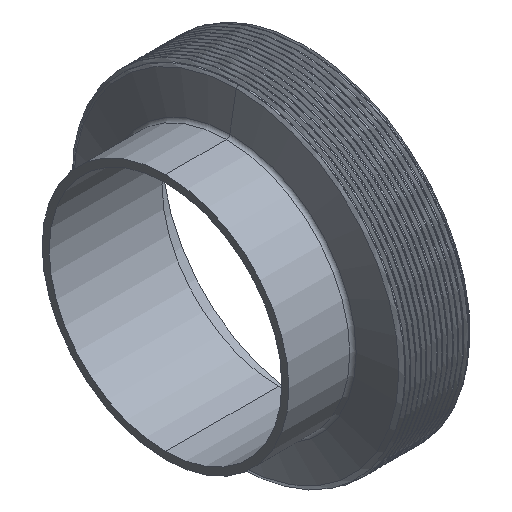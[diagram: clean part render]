
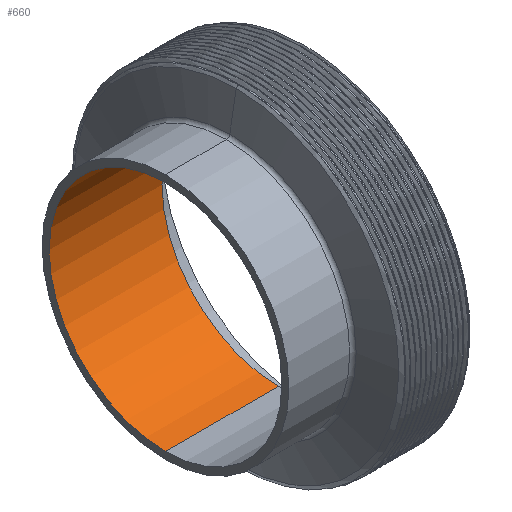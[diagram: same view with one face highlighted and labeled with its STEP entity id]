
A CAD part, isometric view. The second image highlights one B-rep face of the part: STEP entity #660.
In plain terms, the highlighted cylindrical face has radius 33 mm (diameter 66 mm), a partial arc.
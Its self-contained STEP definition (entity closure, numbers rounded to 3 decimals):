
#103 = VECTOR ( 'NONE', #996, 1000. ) ;
#105 = CARTESIAN_POINT ( 'NONE',  ( 16., -33.868, -33. ) ) ;
#272 = ORIENTED_EDGE ( 'NONE', *, *, #479, .T. ) ;
#466 = DIRECTION ( 'NONE',  ( 0., 0., 1. ) ) ;
#479 = EDGE_CURVE ( 'NONE', #2038, #1991, #1316, .T. ) ;
#660 = ADVANCED_FACE ( 'NONE', ( #982 ), #1694, .F. ) ;
#713 = CARTESIAN_POINT ( 'NONE',  ( 16., -33.868, 0. ) ) ;
#768 = DIRECTION ( 'NONE',  ( 0., 0., 1. ) ) ;
#920 = VERTEX_POINT ( 'NONE', #105 ) ;
#982 = FACE_OUTER_BOUND ( 'NONE', #1437, .T. ) ;
#996 = DIRECTION ( 'NONE',  ( -1., 0., 0. ) ) ;
#1106 = AXIS2_PLACEMENT_3D ( 'NONE', #713, #3381, #466 ) ;
#1124 = EDGE_CURVE ( 'NONE', #2038, #920, #1842, .T. ) ;
#1316 = LINE ( 'NONE', #2326, #103 ) ;
#1420 = CIRCLE ( 'NONE', #2094, 33. ) ;
#1437 = EDGE_LOOP ( 'NONE', ( #3163, #4035, #272, #1471 ) ) ;
#1471 = ORIENTED_EDGE ( 'NONE', *, *, #4101, .T. ) ;
#1544 = CARTESIAN_POINT ( 'NONE',  ( -16., -33.868, 0. ) ) ;
#1650 = CARTESIAN_POINT ( 'NONE',  ( -16., -33.868, -33. ) ) ;
#1694 = CYLINDRICAL_SURFACE ( 'NONE', #3676, 33. ) ;
#1695 = CARTESIAN_POINT ( 'NONE',  ( -16., -33.868, 33. ) ) ;
#1839 = CARTESIAN_POINT ( 'NONE',  ( -16.647, -33.868, -33. ) ) ;
#1842 = CIRCLE ( 'NONE', #1106, 33. ) ;
#1885 = VERTEX_POINT ( 'NONE', #1650 ) ;
#1991 = VERTEX_POINT ( 'NONE', #1695 ) ;
#2038 = VERTEX_POINT ( 'NONE', #2661 ) ;
#2094 = AXIS2_PLACEMENT_3D ( 'NONE', #1544, #2480, #3134 ) ;
#2326 = CARTESIAN_POINT ( 'NONE',  ( -16.647, -33.868, 33. ) ) ;
#2480 = DIRECTION ( 'NONE',  ( -1., 0., 0. ) ) ;
#2661 = CARTESIAN_POINT ( 'NONE',  ( 16., -33.868, 33. ) ) ;
#3134 = DIRECTION ( 'NONE',  ( 0., 0., 1. ) ) ;
#3139 = DIRECTION ( 'NONE',  ( -1., 0., 0. ) ) ;
#3159 = LINE ( 'NONE', #1839, #4000 ) ;
#3163 = ORIENTED_EDGE ( 'NONE', *, *, #3364, .F. ) ;
#3364 = EDGE_CURVE ( 'NONE', #920, #1885, #3159, .T. ) ;
#3381 = DIRECTION ( 'NONE',  ( -1., 0., 0. ) ) ;
#3676 = AXIS2_PLACEMENT_3D ( 'NONE', #3989, #3965, #768 ) ;
#3965 = DIRECTION ( 'NONE',  ( -1., 0., 0. ) ) ;
#3989 = CARTESIAN_POINT ( 'NONE',  ( -16.647, -33.868, 0. ) ) ;
#4000 = VECTOR ( 'NONE', #3139, 1000. ) ;
#4035 = ORIENTED_EDGE ( 'NONE', *, *, #1124, .F. ) ;
#4101 = EDGE_CURVE ( 'NONE', #1991, #1885, #1420, .T. ) ;
